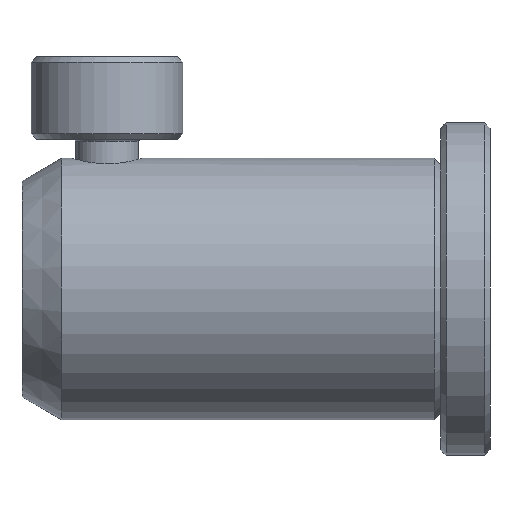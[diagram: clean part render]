
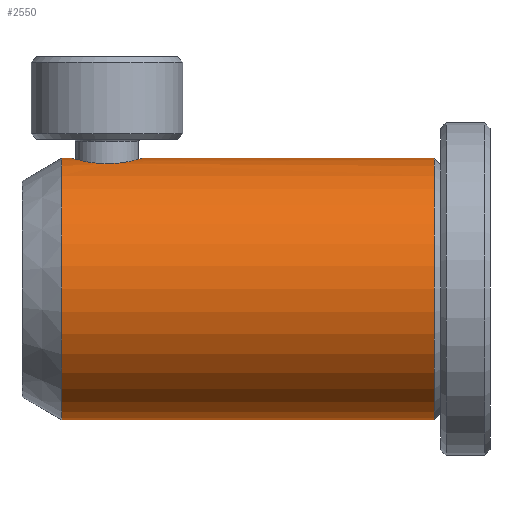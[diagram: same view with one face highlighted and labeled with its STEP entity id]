
A CAD part, left-side view. The second image highlights one B-rep face of the part: STEP entity #2550.
In plain terms, the highlighted cylindrical face has radius 12.5 mm (diameter 25 mm), a partial arc.
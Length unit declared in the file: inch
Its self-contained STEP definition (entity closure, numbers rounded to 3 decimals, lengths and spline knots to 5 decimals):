
#2192 = EDGE_CURVE ( 'NONE', #2961, #2228, #3398, .T. ) ;
#2197 = EDGE_CURVE ( 'NONE', #2952, #2960, #3402, .T. ) ;
#2228 = VERTEX_POINT ( 'NONE', #3358 ) ;
#2254 = EDGE_CURVE ( 'NONE', #2961, #2960, #3007, .T. ) ;
#2257 = ORIENTED_EDGE ( 'NONE', *, *, #2549, .T. ) ;
#2260 = ORIENTED_EDGE ( 'NONE', *, *, #2263, .T. ) ;
#2263 = EDGE_CURVE ( 'NONE', #2401, #2228, #3561, .T. ) ;
#2284 = EDGE_LOOP ( 'NONE', ( #2547, #2257, #2553, #2260, #2552, #2507 ) ) ;
#2362 = CARTESIAN_POINT ( 'NONE',  ( -0.24761, 0.41109, 0.54645 ) ) ;
#2364 = CARTESIAN_POINT ( 'NONE',  ( -0.24488, 0.39821, 0.54725 ) ) ;
#2401 = VERTEX_POINT ( 'NONE', #3728 ) ;
#2507 = ORIENTED_EDGE ( 'NONE', *, *, #2254, .T. ) ;
#2547 = ORIENTED_EDGE ( 'NONE', *, *, #2197, .F. ) ;
#2549 = EDGE_CURVE ( 'NONE', #2952, #2976, #4275, .T. ) ;
#2550 = ADVANCED_FACE ( 'NONE', ( #4293 ), #4292, .T. ) ;
#2552 = ORIENTED_EDGE ( 'NONE', *, *, #2192, .F. ) ;
#2553 = ORIENTED_EDGE ( 'NONE', *, *, #2598, .T. ) ;
#2598 = EDGE_CURVE ( 'NONE', #2976, #2401, #4138, .T. ) ;
#2916 = CARTESIAN_POINT ( 'NONE',  ( -0.22941, 0.49615, 0.5515 ) ) ;
#2917 = CARTESIAN_POINT ( 'NONE',  ( -0.23376, 0.48838, 0.55036 ) ) ;
#2918 = CARTESIAN_POINT ( 'NONE',  ( -0.23572, 0.48442, 0.54983 ) ) ;
#2952 = VERTEX_POINT ( 'NONE', #5334 ) ;
#2960 = VERTEX_POINT ( 'NONE', #5264 ) ;
#2961 = VERTEX_POINT ( 'NONE', #5263 ) ;
#2976 = VERTEX_POINT ( 'NONE', #5248 ) ;
#3004 = CARTESIAN_POINT ( 'NONE',  ( -0.24852, 0.4198, 0.54617 ) ) ;
#3007 = B_SPLINE_CURVE_WITH_KNOTS ( 'NONE', 3,
 ( #3209, #3222, #3207, #3206, #3205, #3204, #3203, #3202, #3201, #3200, #3199, #3198, #2364, #2362, #3004, #3011, #3010, #2918, #2917, #2916, #3564, #3563, #3562, #3558, #3557, #3556, #3555, #3554, #3553, #3552 ),
 .UNSPECIFIED., .F., .F.,
 ( 4, 2, 2, 2, 2, 2, 2, 2, 2, 2, 2, 2, 2, 2, 4 ),
 ( 0., 0.06249, 0.09373, 0.12497, 0.18746, 0.20308, 0.2187, 0.24994, 0.31243, 0.32805, 0.34367, 0.37492, 0.4374, 0.46864, 0.49989 ),
 .UNSPECIFIED. ) ;
#3010 = CARTESIAN_POINT ( 'NONE',  ( -0.2449, 0.46341, 0.5473 ) ) ;
#3011 = CARTESIAN_POINT ( 'NONE',  ( -0.24853, 0.44625, 0.54617 ) ) ;
#3198 = CARTESIAN_POINT ( 'NONE',  ( -0.24374, 0.39394, 0.54758 ) ) ;
#3199 = CARTESIAN_POINT ( 'NONE',  ( -0.241, 0.38546, 0.54836 ) ) ;
#3200 = CARTESIAN_POINT ( 'NONE',  ( -0.23938, 0.3812, 0.54882 ) ) ;
#3201 = CARTESIAN_POINT ( 'NONE',  ( -0.23034, 0.36052, 0.55131 ) ) ;
#3202 = CARTESIAN_POINT ( 'NONE',  ( -0.2202, 0.346, 0.55395 ) ) ;
#3203 = CARTESIAN_POINT ( 'NONE',  ( -0.20053, 0.32734, 0.55805 ) ) ;
#3204 = CARTESIAN_POINT ( 'NONE',  ( -0.19344, 0.32181, 0.55938 ) ) ;
#3205 = CARTESIAN_POINT ( 'NONE',  ( -0.17815, 0.31213, 0.56187 ) ) ;
#3206 = CARTESIAN_POINT ( 'NONE',  ( -0.17002, 0.30801, 0.56301 ) ) ;
#3207 = CARTESIAN_POINT ( 'NONE',  ( -0.14362, 0.29758, 0.56594 ) ) ;
#3209 = CARTESIAN_POINT ( 'NONE',  ( -0.10686, 0.29408, 0.567 ) ) ;
#3222 = CARTESIAN_POINT ( 'NONE',  ( -0.12547, 0.29409, 0.567 ) ) ;
#3358 = CARTESIAN_POINT ( 'NONE',  ( -0.10686, -0.80114, 0.567 ) ) ;
#3389 = VECTOR ( 'NONE', #3411, 39.37008 ) ;
#3395 = DIRECTION ( 'NONE',  ( 0., -1., 0. ) ) ;
#3396 = VECTOR ( 'NONE', #3395, 39.37008 ) ;
#3397 = CARTESIAN_POINT ( 'NONE',  ( -0.10686, 0.74866, 0.567 ) ) ;
#3398 = LINE ( 'NONE', #3397, #3396 ) ;
#3402 = LINE ( 'NONE', #3412, #3389 ) ;
#3411 = DIRECTION ( 'NONE',  ( 0., -1., 0. ) ) ;
#3412 = CARTESIAN_POINT ( 'NONE',  ( -0.10686, 0.74866, 0.567 ) ) ;
#3515 = DIRECTION ( 'NONE',  ( 0., 0., 1. ) ) ;
#3516 = DIRECTION ( 'NONE',  ( 0., 1., 0. ) ) ;
#3517 = AXIS2_PLACEMENT_3D ( 'NONE', #3551, #3516, #3515 ) ;
#3551 = CARTESIAN_POINT ( 'NONE',  ( -0.10686, -0.80114, 0.07487 ) ) ;
#3552 = CARTESIAN_POINT ( 'NONE',  ( -0.10686, 0.56325, 0.567 ) ) ;
#3553 = CARTESIAN_POINT ( 'NONE',  ( -0.11616, 0.56324, 0.567 ) ) ;
#3554 = CARTESIAN_POINT ( 'NONE',  ( -0.12536, 0.56237, 0.56673 ) ) ;
#3555 = CARTESIAN_POINT ( 'NONE',  ( -0.14348, 0.55888, 0.56572 ) ) ;
#3556 = CARTESIAN_POINT ( 'NONE',  ( -0.15246, 0.55626, 0.56496 ) ) ;
#3557 = CARTESIAN_POINT ( 'NONE',  ( -0.17871, 0.54589, 0.56204 ) ) ;
#3558 = CARTESIAN_POINT ( 'NONE',  ( -0.19393, 0.53627, 0.55942 ) ) ;
#3561 = CIRCLE ( 'NONE', #3517, 0.49213 ) ;
#3562 = CARTESIAN_POINT ( 'NONE',  ( -0.21363, 0.51755, 0.55532 ) ) ;
#3563 = CARTESIAN_POINT ( 'NONE',  ( -0.21944, 0.5108, 0.55397 ) ) ;
#3564 = CARTESIAN_POINT ( 'NONE',  ( -0.22706, 0.49991, 0.5521 ) ) ;
#3728 = CARTESIAN_POINT ( 'NONE',  ( -0.10686, -0.80114, -0.41725 ) ) ;
#4133 = DIRECTION ( 'NONE',  ( 0., -1., 0. ) ) ;
#4134 = VECTOR ( 'NONE', #4133, 39.37008 ) ;
#4135 = CARTESIAN_POINT ( 'NONE',  ( -0.10686, 0.74866, -0.41725 ) ) ;
#4138 = LINE ( 'NONE', #4135, #4134 ) ;
#4261 = DIRECTION ( 'NONE',  ( 0., 0., -1. ) ) ;
#4262 = DIRECTION ( 'NONE',  ( 0., -1., 0. ) ) ;
#4263 = CARTESIAN_POINT ( 'NONE',  ( -0.10686, 0.74866, 0.07487 ) ) ;
#4265 = AXIS2_PLACEMENT_3D ( 'NONE', #4263, #4262, #4261 ) ;
#4275 = CIRCLE ( 'NONE', #4291, 0.49213 ) ;
#4288 = DIRECTION ( 'NONE',  ( 0., 0., 1. ) ) ;
#4289 = DIRECTION ( 'NONE',  ( 0., -1., 0. ) ) ;
#4290 = CARTESIAN_POINT ( 'NONE',  ( -0.10686, 0.59866, 0.07487 ) ) ;
#4291 = AXIS2_PLACEMENT_3D ( 'NONE', #4290, #4289, #4288 ) ;
#4292 = CYLINDRICAL_SURFACE ( 'NONE', #4265, 0.49213 ) ;
#4293 = FACE_OUTER_BOUND ( 'NONE', #2284, .T. ) ;
#5248 = CARTESIAN_POINT ( 'NONE',  ( -0.10686, 0.59866, -0.41725 ) ) ;
#5263 = CARTESIAN_POINT ( 'NONE',  ( -0.10686, 0.29408, 0.567 ) ) ;
#5264 = CARTESIAN_POINT ( 'NONE',  ( -0.10686, 0.56325, 0.567 ) ) ;
#5334 = CARTESIAN_POINT ( 'NONE',  ( -0.10686, 0.59866, 0.567 ) ) ;
